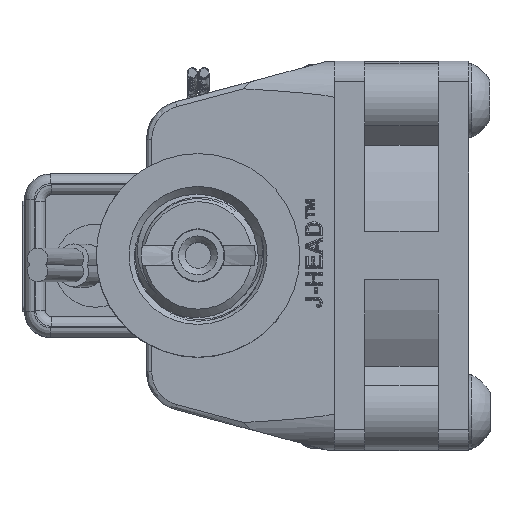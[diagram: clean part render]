
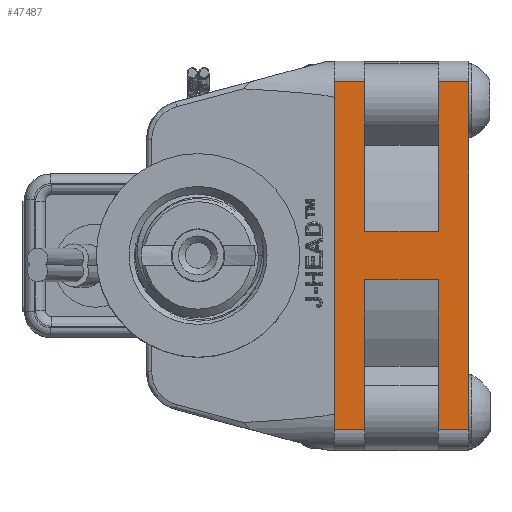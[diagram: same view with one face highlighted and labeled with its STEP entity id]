
A CAD part, top view. The second image highlights one B-rep face of the part: STEP entity #47487.
In plain terms, the highlighted planar face has unit normal (0, 0, 1).
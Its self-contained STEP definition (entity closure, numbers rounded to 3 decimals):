
#1505=PLANE('',#50527);
#4876=LINE('',#92031,#8531);
#4878=LINE('',#92036,#8533);
#4879=LINE('',#92040,#8534);
#4881=LINE('',#92048,#8536);
#4884=LINE('',#92063,#8539);
#4887=LINE('',#92073,#8542);
#4926=LINE('',#93019,#8581);
#4927=LINE('',#93022,#8582);
#5005=LINE('',#94366,#8660);
#5006=LINE('',#94369,#8661);
#5007=LINE('',#94370,#8662);
#5008=LINE('',#94371,#8663);
#8531=VECTOR('',#55962,10.);
#8533=VECTOR('',#55968,10.);
#8534=VECTOR('',#55973,10.);
#8536=VECTOR('',#55981,10.);
#8539=VECTOR('',#55998,10.);
#8542=VECTOR('',#56009,10.);
#8581=VECTOR('',#56172,10.);
#8582=VECTOR('',#56175,10.);
#8660=VECTOR('',#56537,10.);
#8661=VECTOR('',#56540,10.);
#8662=VECTOR('',#56541,10.);
#8663=VECTOR('',#56542,10.);
#12130=FACE_OUTER_BOUND('',#15172,.T.);
#15172=EDGE_LOOP('',(#36452,#36453,#36454,#36455,#36456,#36457,#36458,#36459,
#36460,#36461,#36462,#36463));
#20870=VERTEX_POINT('',#92027);
#20872=VERTEX_POINT('',#92030);
#20873=VERTEX_POINT('',#92035);
#20874=VERTEX_POINT('',#92039);
#20876=VERTEX_POINT('',#92045);
#20877=VERTEX_POINT('',#92047);
#20881=VERTEX_POINT('',#92058);
#20885=VERTEX_POINT('',#92071);
#20950=VERTEX_POINT('',#93017);
#20951=VERTEX_POINT('',#93021);
#21046=VERTEX_POINT('',#94364);
#21047=VERTEX_POINT('',#94368);
#26231=EDGE_CURVE('',#20870,#20872,#4876,.T.);
#26234=EDGE_CURVE('',#20872,#20873,#4878,.T.);
#26236=EDGE_CURVE('',#20873,#20874,#4879,.T.);
#26240=EDGE_CURVE('',#20877,#20876,#4881,.T.);
#26248=EDGE_CURVE('',#20877,#20881,#4884,.T.);
#26253=EDGE_CURVE('',#20885,#20876,#4887,.T.);
#26353=EDGE_CURVE('',#20885,#20950,#4926,.T.);
#26354=EDGE_CURVE('',#20874,#20951,#4927,.T.);
#26537=EDGE_CURVE('',#21046,#20870,#5005,.T.);
#26538=EDGE_CURVE('',#20881,#21047,#5006,.T.);
#26539=EDGE_CURVE('',#20951,#20950,#5007,.T.);
#26540=EDGE_CURVE('',#21047,#21046,#5008,.T.);
#36452=ORIENTED_EDGE('',*,*,#26538,.F.);
#36453=ORIENTED_EDGE('',*,*,#26248,.F.);
#36454=ORIENTED_EDGE('',*,*,#26240,.T.);
#36455=ORIENTED_EDGE('',*,*,#26253,.F.);
#36456=ORIENTED_EDGE('',*,*,#26353,.T.);
#36457=ORIENTED_EDGE('',*,*,#26539,.F.);
#36458=ORIENTED_EDGE('',*,*,#26354,.F.);
#36459=ORIENTED_EDGE('',*,*,#26236,.F.);
#36460=ORIENTED_EDGE('',*,*,#26234,.F.);
#36461=ORIENTED_EDGE('',*,*,#26231,.F.);
#36462=ORIENTED_EDGE('',*,*,#26537,.F.);
#36463=ORIENTED_EDGE('',*,*,#26540,.F.);
#47487=ADVANCED_FACE('',(#12130),#1505,.T.);
#50527=AXIS2_PLACEMENT_3D('',#94367,#56538,#56539);
#55962=DIRECTION('',(0.,1.,0.));
#55968=DIRECTION('',(-1.,0.,0.));
#55973=DIRECTION('',(0.,-1.,0.));
#55981=DIRECTION('',(-1.,0.,0.));
#55998=DIRECTION('',(0.,1.,0.));
#56009=DIRECTION('',(0.,-1.,0.));
#56172=DIRECTION('',(-1.,0.,0.));
#56175=DIRECTION('',(-1.,0.,0.));
#56537=DIRECTION('',(-1.,0.,0.));
#56538=DIRECTION('center_axis',(0.,0.,
1.));
#56539=DIRECTION('ref_axis',(0.,1.,0.));
#56540=DIRECTION('',(1.,0.,0.));
#56541=DIRECTION('',(0.,1.,0.));
#56542=DIRECTION('',(0.,-1.,0.));
#92027=CARTESIAN_POINT('',(18.536,-13.399,24.469));
#92030=CARTESIAN_POINT('',(18.536,-1.864,24.469));
#92031=CARTESIAN_POINT('',(18.536,15.001,24.469));
#92035=CARTESIAN_POINT('',(12.836,-1.864,24.469));
#92036=CARTESIAN_POINT('',(18.536,-1.864,24.469));
#92039=CARTESIAN_POINT('',(12.836,-13.399,24.469));
#92040=CARTESIAN_POINT('',(12.836,13.401,24.469));
#92045=CARTESIAN_POINT('',(12.836,1.867,24.469));
#92047=CARTESIAN_POINT('',(18.536,1.867,24.469));
#92048=CARTESIAN_POINT('',(18.536,1.867,24.469));
#92058=CARTESIAN_POINT('',(18.536,13.401,24.469));
#92063=CARTESIAN_POINT('',(18.536,15.001,24.469));
#92071=CARTESIAN_POINT('',(12.836,13.401,24.469));
#92073=CARTESIAN_POINT('',(12.836,13.401,24.469));
#93017=CARTESIAN_POINT('',(10.516,13.401,24.469));
#93019=CARTESIAN_POINT('',(12.836,13.401,24.469));
#93021=CARTESIAN_POINT('',(10.516,-13.399,24.469));
#93022=CARTESIAN_POINT('',(12.836,-13.399,24.469));
#94364=CARTESIAN_POINT('',(20.856,-13.399,24.469));
#94366=CARTESIAN_POINT('',(20.856,-13.399,24.469));
#94367=CARTESIAN_POINT('Origin',(20.856,-14.999,24.469));
#94368=CARTESIAN_POINT('',(20.856,13.401,24.469));
#94369=CARTESIAN_POINT('',(20.856,13.401,24.469));
#94370=CARTESIAN_POINT('',(10.516,13.401,24.469));
#94371=CARTESIAN_POINT('',(20.856,15.001,24.469));
